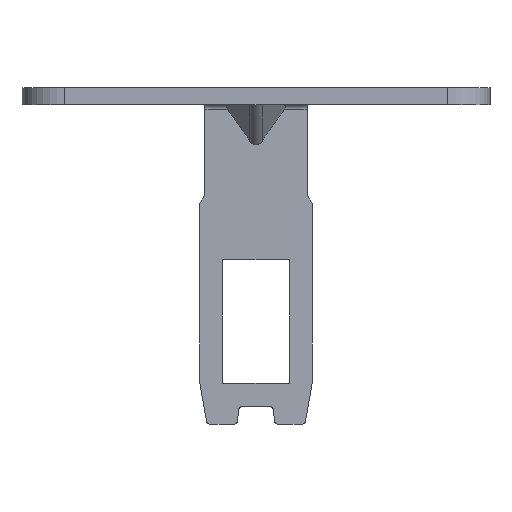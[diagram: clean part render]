
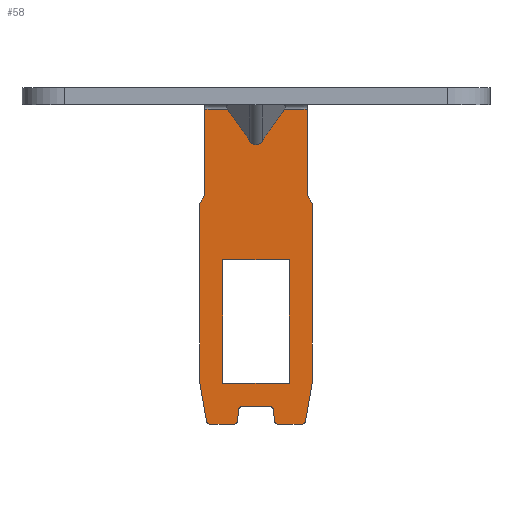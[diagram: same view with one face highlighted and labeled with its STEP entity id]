
A CAD part, front view. The second image highlights one B-rep face of the part: STEP entity #58.
In plain terms, the highlighted planar face has unit normal (0, -1, 0).
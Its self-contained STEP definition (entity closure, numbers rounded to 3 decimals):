
#58=ADVANCED_FACE('',(#140,#141),#142,.T.);
#140=FACE_OUTER_BOUND('',#282,.T.);
#141=FACE_BOUND('',#283,.T.);
#142=PLANE('',#284);
#282=EDGE_LOOP('',(#775,#776,#777,#778,#779,#780,#781,#782,#783,#784,#785,#786,#787,#788,#789,#790,#791,#792,#793,#794,#795,#796,#797,#798));
#283=EDGE_LOOP('',(#799,#800,#801,#802));
#284=AXIS2_PLACEMENT_3D('',#803,#804,#805);
#775=ORIENTED_EDGE('',*,*,#1302,.F.);
#776=ORIENTED_EDGE('',*,*,#1303,.F.);
#777=ORIENTED_EDGE('',*,*,#1304,.F.);
#778=ORIENTED_EDGE('',*,*,#1264,.T.);
#779=ORIENTED_EDGE('',*,*,#1305,.F.);
#780=ORIENTED_EDGE('',*,*,#1306,.F.);
#781=ORIENTED_EDGE('',*,*,#1307,.T.);
#782=ORIENTED_EDGE('',*,*,#1308,.T.);
#783=ORIENTED_EDGE('',*,*,#1309,.F.);
#784=ORIENTED_EDGE('',*,*,#1310,.T.);
#785=ORIENTED_EDGE('',*,*,#1311,.F.);
#786=ORIENTED_EDGE('',*,*,#1312,.T.);
#787=ORIENTED_EDGE('',*,*,#1313,.F.);
#788=ORIENTED_EDGE('',*,*,#1314,.F.);
#789=ORIENTED_EDGE('',*,*,#1315,.T.);
#790=ORIENTED_EDGE('',*,*,#1316,.T.);
#791=ORIENTED_EDGE('',*,*,#1317,.F.);
#792=ORIENTED_EDGE('',*,*,#1318,.F.);
#793=ORIENTED_EDGE('',*,*,#1319,.F.);
#794=ORIENTED_EDGE('',*,*,#1320,.T.);
#795=ORIENTED_EDGE('',*,*,#1321,.F.);
#796=ORIENTED_EDGE('',*,*,#1322,.T.);
#797=ORIENTED_EDGE('',*,*,#1323,.T.);
#798=ORIENTED_EDGE('',*,*,#1324,.F.);
#799=ORIENTED_EDGE('',*,*,#1301,.T.);
#800=ORIENTED_EDGE('',*,*,#1299,.T.);
#801=ORIENTED_EDGE('',*,*,#1297,.T.);
#802=ORIENTED_EDGE('',*,*,#1295,.T.);
#803=CARTESIAN_POINT('',(-6.6,0.0,34.95));
#804=DIRECTION('',(0.0,-1.0,0.0));
#805=DIRECTION('',(0.0,0.0,-1.0));
#1264=EDGE_CURVE('',#1480,#1478,#1481,.T.);
#1295=EDGE_CURVE('',#1540,#1538,#1541,.T.);
#1297=EDGE_CURVE('',#1543,#1540,#1544,.T.);
#1299=EDGE_CURVE('',#1546,#1543,#1547,.T.);
#1301=EDGE_CURVE('',#1538,#1546,#1549,.T.);
#1302=EDGE_CURVE('',#1550,#1551,#1552,.T.);
#1303=EDGE_CURVE('',#1553,#1550,#1554,.T.);
#1304=EDGE_CURVE('',#1480,#1553,#1555,.T.);
#1305=EDGE_CURVE('',#1556,#1478,#1557,.T.);
#1306=EDGE_CURVE('',#1558,#1556,#1559,.T.);
#1307=EDGE_CURVE('',#1558,#1560,#1561,.T.);
#1308=EDGE_CURVE('',#1560,#1562,#1563,.T.);
#1309=EDGE_CURVE('',#1564,#1562,#1565,.T.);
#1310=EDGE_CURVE('',#1564,#1566,#1567,.T.);
#1311=EDGE_CURVE('',#1568,#1566,#1569,.T.);
#1312=EDGE_CURVE('',#1568,#1570,#1571,.T.);
#1313=EDGE_CURVE('',#1572,#1570,#1573,.T.);
#1314=EDGE_CURVE('',#1574,#1572,#1575,.T.);
#1315=EDGE_CURVE('',#1574,#1576,#1577,.T.);
#1316=EDGE_CURVE('',#1576,#1578,#1579,.T.);
#1317=EDGE_CURVE('',#1580,#1578,#1581,.T.);
#1318=EDGE_CURVE('',#1582,#1580,#1583,.T.);
#1319=EDGE_CURVE('',#1584,#1582,#1585,.T.);
#1320=EDGE_CURVE('',#1584,#1586,#1587,.T.);
#1321=EDGE_CURVE('',#1588,#1586,#1589,.T.);
#1322=EDGE_CURVE('',#1588,#1590,#1591,.T.);
#1323=EDGE_CURVE('',#1590,#1592,#1593,.T.);
#1324=EDGE_CURVE('',#1551,#1592,#1594,.T.);
#1478=VERTEX_POINT('',#1804);
#1480=VERTEX_POINT('',#1807);
#1481=LINE('',#1808,#1809);
#1538=VERTEX_POINT('',#1905);
#1540=VERTEX_POINT('',#1908);
#1541=LINE('',#1909,#1910);
#1543=VERTEX_POINT('',#1913);
#1544=LINE('',#1914,#1915);
#1546=VERTEX_POINT('',#1918);
#1547=LINE('',#1919,#1920);
#1549=LINE('',#1923,#1924);
#1550=VERTEX_POINT('',#1925);
#1551=VERTEX_POINT('',#1926);
#1552=LINE('',#1927,#1928);
#1553=VERTEX_POINT('',#1929);
#1554=LINE('',#1930,#1931);
#1555=LINE('',#1932,#1933);
#1556=VERTEX_POINT('',#1934);
#1557=LINE('',#1935,#1936);
#1558=VERTEX_POINT('',#1937);
#1559=CIRCLE('',#1938,0.4);
#1560=VERTEX_POINT('',#1939);
#1561=LINE('',#1940,#1941);
#1562=VERTEX_POINT('',#1942);
#1563=CIRCLE('',#1943,0.4);
#1564=VERTEX_POINT('',#1944);
#1565=LINE('',#1945,#1946);
#1566=VERTEX_POINT('',#1947);
#1567=CIRCLE('',#1948,0.4);
#1568=VERTEX_POINT('',#1949);
#1569=LINE('',#1950,#1951);
#1570=VERTEX_POINT('',#1952);
#1571=CIRCLE('',#1953,0.4);
#1572=VERTEX_POINT('',#1954);
#1573=LINE('',#1955,#1956);
#1574=VERTEX_POINT('',#1957);
#1575=CIRCLE('',#1958,0.4);
#1576=VERTEX_POINT('',#1959);
#1577=LINE('',#1960,#1961);
#1578=VERTEX_POINT('',#1962);
#1579=CIRCLE('',#1963,0.4);
#1580=VERTEX_POINT('',#1964);
#1581=LINE('',#1965,#1966);
#1582=VERTEX_POINT('',#1967);
#1583=LINE('',#1968,#1969);
#1584=VERTEX_POINT('',#1970);
#1585=LINE('',#1971,#1972);
#1586=VERTEX_POINT('',#1973);
#1587=LINE('',#1974,#1975);
#1588=VERTEX_POINT('',#1976);
#1589=LINE('',#1977,#1978);
#1590=VERTEX_POINT('',#1979);
#1591=LINE('',#1980,#1981);
#1592=VERTEX_POINT('',#1982);
#1593=B_SPLINE_CURVE_WITH_KNOTS('',3,(#1983,#1984,#1985,#1986,#1987,#1988,#1989),.UNSPECIFIED.,.F.,.F.,(4,1,1,1,4),(0.0,0.25,0.5,0.75,1.0),.UNSPECIFIED.);
#1594=LINE('',#1990,#1991);
#1804=CARTESIAN_POINT('',(-6.6,0.0,2.75));
#1807=CARTESIAN_POINT('',(-6.6,0.0,23.9));
#1808=CARTESIAN_POINT('',(-6.6,0.0,23.9));
#1809=VECTOR('',#2370,21.15);
#1905=CARTESIAN_POINT('',(-3.9,0.0,2.75));
#1908=CARTESIAN_POINT('',(3.9,0.0,2.75));
#1909=CARTESIAN_POINT('',(3.9,0.0,2.75));
#1910=VECTOR('',#2412,7.8);
#1913=CARTESIAN_POINT('',(3.9,0.0,17.25));
#1914=CARTESIAN_POINT('',(3.9,0.0,17.25));
#1915=VECTOR('',#2414,14.5);
#1918=CARTESIAN_POINT('',(-3.9,0.0,17.25));
#1919=CARTESIAN_POINT('',(-3.9,0.0,17.25));
#1920=VECTOR('',#2416,7.8);
#1923=CARTESIAN_POINT('',(-3.9,0.0,2.75));
#1924=VECTOR('',#2418,14.5);
#1925=CARTESIAN_POINT('',(-6.0,0.0,34.95));
#1926=CARTESIAN_POINT('',(-3.354,0.0,34.95));
#1927=CARTESIAN_POINT('',(-6.0,0.0,34.95));
#1928=VECTOR('',#2419,2.646);
#1929=CARTESIAN_POINT('',(-6.0,0.0,24.9));
#1930=CARTESIAN_POINT('',(-6.0,0.0,24.9));
#1931=VECTOR('',#2420,10.05);
#1932=CARTESIAN_POINT('',(-6.6,0.0,23.9));
#1933=VECTOR('',#2421,1.166);
#1934=CARTESIAN_POINT('',(-5.812,0.0,-1.719));
#1935=CARTESIAN_POINT('',(-5.812,0.0,-1.719));
#1936=VECTOR('',#2422,4.538);
#1937=CARTESIAN_POINT('',(-5.418,0.0,-2.05));
#1938=AXIS2_PLACEMENT_3D('',#2423,#2424,#2425);
#1939=CARTESIAN_POINT('',(-2.563,0.0,-2.05));
#1940=CARTESIAN_POINT('',(-5.418,0.0,-2.05));
#1941=VECTOR('',#2426,2.855);
#1942=CARTESIAN_POINT('',(-2.165,0.0,-1.689));
#1943=AXIS2_PLACEMENT_3D('',#2427,#2428,#2429);
#1944=CARTESIAN_POINT('',(-2.035,0.0,-0.361));
#1945=CARTESIAN_POINT('',(-2.035,0.0,-0.361));
#1946=VECTOR('',#2430,1.334);
#1947=CARTESIAN_POINT('',(-1.637,0.0,0.0));
#1948=AXIS2_PLACEMENT_3D('',#2431,#2432,#2433);
#1949=CARTESIAN_POINT('',(1.637,0.0,0.0));
#1950=CARTESIAN_POINT('',(1.637,0.0,0.0));
#1951=VECTOR('',#2434,3.274);
#1952=CARTESIAN_POINT('',(2.035,0.0,-0.361));
#1953=AXIS2_PLACEMENT_3D('',#2435,#2436,#2437);
#1954=CARTESIAN_POINT('',(2.165,0.0,-1.689));
#1955=CARTESIAN_POINT('',(2.165,0.0,-1.689));
#1956=VECTOR('',#2438,1.334);
#1957=CARTESIAN_POINT('',(2.563,0.0,-2.05));
#1958=AXIS2_PLACEMENT_3D('',#2439,#2440,#2441);
#1959=CARTESIAN_POINT('',(5.418,0.0,-2.05));
#1960=CARTESIAN_POINT('',(2.563,0.0,-2.05));
#1961=VECTOR('',#2442,2.855);
#1962=CARTESIAN_POINT('',(5.812,0.0,-1.719));
#1963=AXIS2_PLACEMENT_3D('',#2443,#2444,#2445);
#1964=CARTESIAN_POINT('',(6.6,0.0,2.75));
#1965=CARTESIAN_POINT('',(6.6,0.0,2.75));
#1966=VECTOR('',#2446,4.538);
#1967=CARTESIAN_POINT('',(6.6,0.0,23.9));
#1968=CARTESIAN_POINT('',(6.6,0.0,23.9));
#1969=VECTOR('',#2447,21.15);
#1970=CARTESIAN_POINT('',(6.0,0.0,24.9));
#1971=CARTESIAN_POINT('',(6.0,0.0,24.9));
#1972=VECTOR('',#2448,1.166);
#1973=CARTESIAN_POINT('',(6.0,0.0,34.95));
#1974=CARTESIAN_POINT('',(6.0,0.0,24.9));
#1975=VECTOR('',#2449,10.05);
#1976=CARTESIAN_POINT('',(3.354,0.0,34.95));
#1977=CARTESIAN_POINT('',(3.354,0.0,34.95));
#1978=VECTOR('',#2450,2.646);
#1979=CARTESIAN_POINT('',(0.707,0.0,31.207));
#1980=CARTESIAN_POINT('',(3.354,0.0,34.95));
#1981=VECTOR('',#2451,4.584);
#1982=CARTESIAN_POINT('',(-0.707,0.0,31.207));
#1983=CARTESIAN_POINT('',(0.707,0.0,31.207));
#1984=CARTESIAN_POINT('',(0.589,0.0,31.041));
#1985=CARTESIAN_POINT('',(0.354,0.0,30.852));
#1986=CARTESIAN_POINT('',(0.0,0.0,30.764));
#1987=CARTESIAN_POINT('',(-0.354,0.0,30.852));
#1988=CARTESIAN_POINT('',(-0.589,0.0,31.041));
#1989=CARTESIAN_POINT('',(-0.707,0.0,31.207));
#1990=CARTESIAN_POINT('',(-3.354,0.0,34.95));
#1991=VECTOR('',#2452,4.584);
#2370=DIRECTION('',(0.0,0.0,-1.0));
#2412=DIRECTION('',(-1.0,0.0,0.0));
#2414=DIRECTION('',(0.0,0.0,-1.0));
#2416=DIRECTION('',(1.0,0.0,0.0));
#2418=DIRECTION('',(0.0,0.0,1.0));
#2419=DIRECTION('',(1.0,0.0,0.0));
#2420=DIRECTION('',(0.0,0.0,1.0));
#2421=DIRECTION('',(0.514,0.0,0.857));
#2422=DIRECTION('',(-0.174,0.0,0.985));
#2423=CARTESIAN_POINT('',(-5.418,0.0,-1.65));
#2424=DIRECTION('',(0.0,1.0,0.0));
#2425=DIRECTION('',(0.0,0.0,-1.0));
#2426=DIRECTION('',(1.0,0.0,0.0));
#2427=CARTESIAN_POINT('',(-2.563,0.0,-1.65));
#2428=DIRECTION('',(0.0,-1.0,0.0));
#2429=DIRECTION('',(0.0,0.0,-1.0));
#2430=DIRECTION('',(-0.097,0.0,-0.995));
#2431=CARTESIAN_POINT('',(-1.637,0.0,-0.4));
#2432=DIRECTION('',(0.0,1.0,0.0));
#2433=DIRECTION('',(-0.995,0.0,0.097));
#2434=DIRECTION('',(-1.0,0.0,0.0));
#2435=CARTESIAN_POINT('',(1.637,0.0,-0.4));
#2436=DIRECTION('',(0.0,1.0,0.0));
#2437=DIRECTION('',(0.0,0.0,1.0));
#2438=DIRECTION('',(-0.097,0.0,0.995));
#2439=CARTESIAN_POINT('',(2.563,0.0,-1.65));
#2440=DIRECTION('',(0.0,1.0,0.0));
#2441=DIRECTION('',(0.0,0.0,-1.0));
#2442=DIRECTION('',(1.0,0.0,0.0));
#2443=CARTESIAN_POINT('',(5.418,0.0,-1.65));
#2444=DIRECTION('',(0.0,-1.0,0.0));
#2445=DIRECTION('',(0.0,0.0,-1.0));
#2446=DIRECTION('',(-0.174,0.0,-0.985));
#2447=DIRECTION('',(0.0,0.0,-1.0));
#2448=DIRECTION('',(0.514,0.0,-0.857));
#2449=DIRECTION('',(0.0,0.0,1.0));
#2450=DIRECTION('',(1.0,0.0,0.0));
#2451=DIRECTION('',(-0.577,0.0,-0.816));
#2452=DIRECTION('',(0.577,0.0,-0.816));
